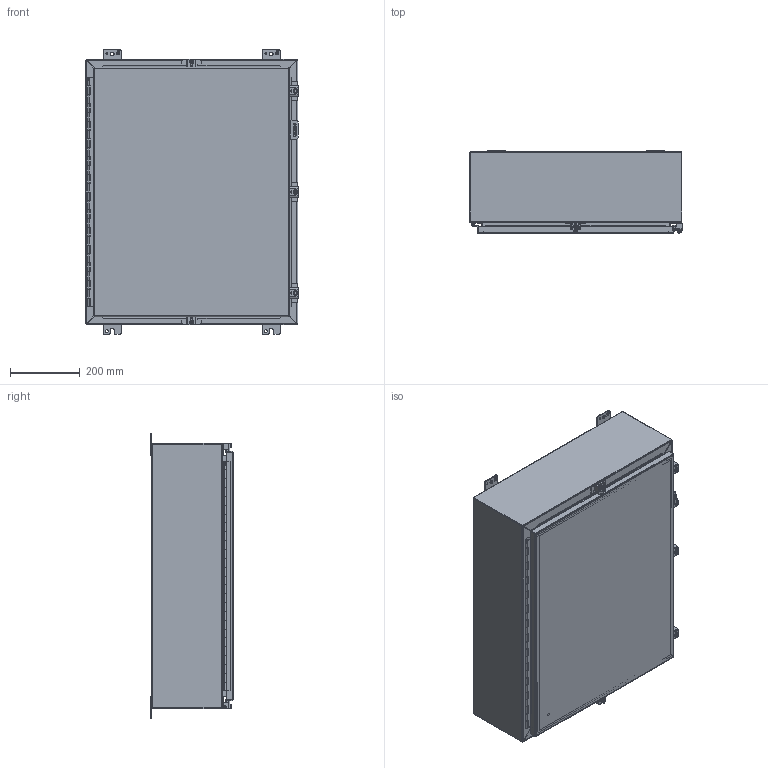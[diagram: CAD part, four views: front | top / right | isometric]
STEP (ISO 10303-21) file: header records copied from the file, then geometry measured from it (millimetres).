
FILE_DESCRIPTION (( 'STEP AP203' ), '1' );
FILE_NAME ('1418N4SSK8_Default.step', '2019-11-01T21:03:33', ( 'ADC123' ), ( 'Microsoft' ), 'SwSTEP 2.0', 'SolidWorks 2019', '' );
FILE_SCHEMA (( 'CONFIG_CONTROL_DESIGN' ));
Products named in the file (1): 1418N4SSK8_Default
Bounding box: 611.2 x 238.12 x 819.15 mm (x, y, z)
Volume: 4231775.9 mm3; surface area: 4369925.9 mm2
Topology: 43 solids, 44 shells, 1687 faces, 4427 edges, 2878 vertices
Faces by surface type: plane 1037, cylinder 556, bspline 84, cone 10
Entity records: 56418 total; most frequent: CARTESIAN_POINT 14571, ORIENTED_EDGE 8846, DIRECTION 8453, EDGE_CURVE 4423, LINE 3081, VECTOR 3081, VERTEX_POINT 2878, AXIS2_PLACEMENT_3D 2686
